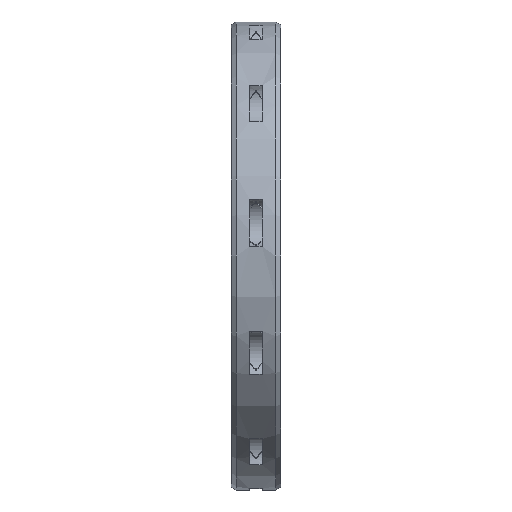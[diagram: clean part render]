
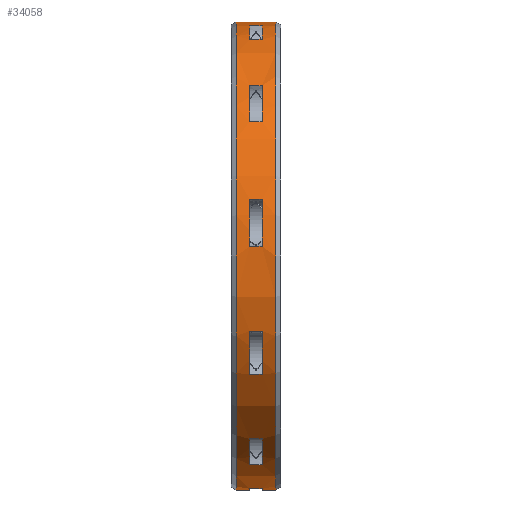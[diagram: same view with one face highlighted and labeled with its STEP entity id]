
A CAD part, left-side view. The second image highlights one B-rep face of the part: STEP entity #34058.
In plain terms, the highlighted cylindrical face has radius 95 mm (diameter 190 mm), a partial arc.
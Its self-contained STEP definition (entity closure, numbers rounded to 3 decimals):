
#31514=CARTESIAN_POINT('',(0.,-2.5,0.));
#31515=DIRECTION('',(0.,-1.,0.));
#31516=DIRECTION('',(-0.102,0.,-0.995));
#31517=AXIS2_PLACEMENT_3D('',#31514,#31515,#31516);
#31522=DIRECTION('',(0.,-1.,0.));
#31523=VECTOR('',#31522,5.);
#31524=CARTESIAN_POINT('',(-9.684,2.5,-94.505));
#31525=LINE('',#31524,#31523);
#31529=CARTESIAN_POINT('',(0.,2.5,0.));
#31530=DIRECTION('',(0.,-1.,0.));
#31531=DIRECTION('',(-0.102,0.,-0.995));
#31532=AXIS2_PLACEMENT_3D('',#31529,#31530,#31531);
#31537=DIRECTION('',(0.,1.,0.));
#31538=VECTOR('',#31537,5.5);
#31539=CARTESIAN_POINT('',(0.,2.5,-95.));
#31540=LINE('',#31539,#31538);
#31544=DIRECTION('',(0.,1.,0.));
#31545=VECTOR('',#31544,16.);
#31546=CARTESIAN_POINT('',(0.,-8.,95.));
#31547=LINE('',#31546,#31545);
#31551=CARTESIAN_POINT('',(0.,-8.,0.));
#31552=DIRECTION('',(0.,1.,0.));
#31553=DIRECTION('',(0.,0.,-1.));
#31554=AXIS2_PLACEMENT_3D('',#31551,#31552,#31553);
#31559=DIRECTION('',(0.,1.,0.));
#31560=VECTOR('',#31559,5.5);
#31561=CARTESIAN_POINT('',(0.,-8.,-95.));
#31562=LINE('',#31561,#31560);
#31566=CARTESIAN_POINT('',(0.,-2.5,0.));
#31567=DIRECTION('',(0.,-1.,0.));
#31568=DIRECTION('',(-0.182,0.,0.983));
#31569=AXIS2_PLACEMENT_3D('',#31566,#31567,#31568);
#31574=DIRECTION('',(0.,-1.,0.));
#31575=VECTOR('',#31574,5.);
#31576=CARTESIAN_POINT('',(-17.334,2.5,93.405));
#31577=LINE('',#31576,#31575);
#31581=CARTESIAN_POINT('',(0.,2.5,0.));
#31582=DIRECTION('',(0.,-1.,0.));
#31583=DIRECTION('',(-0.182,0.,0.983));
#31584=AXIS2_PLACEMENT_3D('',#31581,#31582,#31583);
#31589=DIRECTION('',(0.,-1.,0.));
#31590=VECTOR('',#31589,5.);
#31591=CARTESIAN_POINT('',(-35.917,2.5,87.949));
#31592=LINE('',#31591,#31590);
#31596=CARTESIAN_POINT('',(0.,-2.5,0.));
#31597=DIRECTION('',(0.,-1.,0.));
#31598=DIRECTION('',(-0.685,0.,0.728));
#31599=AXIS2_PLACEMENT_3D('',#31596,#31597,#31598);
#31604=DIRECTION('',(0.,-1.,0.));
#31605=VECTOR('',#31604,5.);
#31606=CARTESIAN_POINT('',(-65.081,2.5,69.206));
#31607=LINE('',#31606,#31605);
#31611=CARTESIAN_POINT('',(0.,2.5,0.));
#31612=DIRECTION('',(0.,-1.,0.));
#31613=DIRECTION('',(-0.685,0.,0.728));
#31614=AXIS2_PLACEMENT_3D('',#31611,#31612,#31613);
#31619=DIRECTION('',(0.,-1.,0.));
#31620=VECTOR('',#31619,5.);
#31621=CARTESIAN_POINT('',(-77.764,2.5,54.569));
#31622=LINE('',#31621,#31620);
#31626=CARTESIAN_POINT('',(0.,-2.5,0.));
#31627=DIRECTION('',(0.,-1.,0.));
#31628=DIRECTION('',(-0.97,0.,0.242));
#31629=AXIS2_PLACEMENT_3D('',#31626,#31627,#31628);
#31634=DIRECTION('',(0.,-1.,0.));
#31635=VECTOR('',#31634,5.);
#31636=CARTESIAN_POINT('',(-92.165,2.5,23.035));
#31637=LINE('',#31636,#31635);
#31641=CARTESIAN_POINT('',(0.,2.5,0.));
#31642=DIRECTION('',(0.,-1.,0.));
#31643=DIRECTION('',(-0.97,0.,0.242));
#31644=AXIS2_PLACEMENT_3D('',#31641,#31642,#31643);
#31649=DIRECTION('',(0.,-1.,0.));
#31650=VECTOR('',#31649,5.);
#31651=CARTESIAN_POINT('',(-94.921,2.5,3.864));
#31652=LINE('',#31651,#31650);
#31656=CARTESIAN_POINT('',(0.,-2.5,0.));
#31657=DIRECTION('',(0.,-1.,0.));
#31658=DIRECTION('',(-0.947,0.,-0.321));
#31659=AXIS2_PLACEMENT_3D('',#31656,#31657,#31658);
#31664=DIRECTION('',(0.,-1.,0.));
#31665=VECTOR('',#31664,5.);
#31666=CARTESIAN_POINT('',(-89.988,2.5,-30.45));
#31667=LINE('',#31666,#31665);
#31671=CARTESIAN_POINT('',(0.,2.5,0.));
#31672=DIRECTION('',(0.,-1.,0.));
#31673=DIRECTION('',(-0.947,0.,-0.321));
#31674=AXIS2_PLACEMENT_3D('',#31671,#31672,#31673);
#31679=DIRECTION('',(0.,-1.,0.));
#31680=VECTOR('',#31679,5.);
#31681=CARTESIAN_POINT('',(-81.942,2.5,-48.068));
#31682=LINE('',#31681,#31680);
#31686=CARTESIAN_POINT('',(0.,-2.5,0.));
#31687=DIRECTION('',(0.,-1.,0.));
#31688=DIRECTION('',(-0.624,0.,-0.782));
#31689=AXIS2_PLACEMENT_3D('',#31686,#31687,#31688);
#31694=DIRECTION('',(0.,-1.,0.));
#31695=VECTOR('',#31694,5.);
#31696=CARTESIAN_POINT('',(-59.24,2.5,-74.267));
#31697=LINE('',#31696,#31695);
#31701=CARTESIAN_POINT('',(0.,2.5,0.));
#31702=DIRECTION('',(0.,-1.,0.));
#31703=DIRECTION('',(-0.624,0.,-0.782));
#31704=AXIS2_PLACEMENT_3D('',#31701,#31702,#31703);
#31709=DIRECTION('',(0.,-1.,0.));
#31710=VECTOR('',#31709,5.);
#31711=CARTESIAN_POINT('',(-42.947,2.5,-84.738));
#31712=LINE('',#31711,#31710);
#32612=CARTESIAN_POINT('',(0.,8.,0.));
#32613=DIRECTION('',(0.,1.,0.));
#32614=DIRECTION('',(0.,0.,-1.));
#32615=AXIS2_PLACEMENT_3D('',#32612,#32613,#32614);
#32961=CARTESIAN_POINT('',(0.,-8.,-95.));
#32963=VERTEX_POINT('',#32961);
#32964=CARTESIAN_POINT('',(0.,8.,-95.));
#32966=VERTEX_POINT('',#32964);
#32995=CARTESIAN_POINT('',(0.,-8.,95.));
#32997=VERTEX_POINT('',#32995);
#32998=CARTESIAN_POINT('',(0.,8.,95.));
#32999=VERTEX_POINT('',#32998);
#33008=CARTESIAN_POINT('',(0.,-2.5,-95.));
#33010=VERTEX_POINT('',#33008);
#33012=CARTESIAN_POINT('',(0.,2.5,-95.));
#33014=VERTEX_POINT('',#33012);
#33020=CARTESIAN_POINT('',(-9.684,-2.5,-94.505));
#33021=VERTEX_POINT('',#33020);
#33022=CARTESIAN_POINT('',(-9.684,2.5,-94.505));
#33023=VERTEX_POINT('',#33022);
#33138=CARTESIAN_POINT('',(-17.334,-2.5,93.405));
#33139=CARTESIAN_POINT('',(-35.917,-2.5,87.949));
#33140=VERTEX_POINT('',#33138);
#33141=VERTEX_POINT('',#33139);
#33142=CARTESIAN_POINT('',(-17.334,2.5,93.405));
#33143=CARTESIAN_POINT('',(-35.917,2.5,87.949));
#33144=VERTEX_POINT('',#33142);
#33145=VERTEX_POINT('',#33143);
#33158=CARTESIAN_POINT('',(-65.081,-2.5,69.206));
#33159=CARTESIAN_POINT('',(-77.764,-2.5,54.569));
#33160=VERTEX_POINT('',#33158);
#33161=VERTEX_POINT('',#33159);
#33162=CARTESIAN_POINT('',(-65.081,2.5,69.206));
#33163=CARTESIAN_POINT('',(-77.764,2.5,54.569));
#33164=VERTEX_POINT('',#33162);
#33165=VERTEX_POINT('',#33163);
#33178=CARTESIAN_POINT('',(-92.165,-2.5,23.035));
#33179=CARTESIAN_POINT('',(-94.921,-2.5,3.864));
#33180=VERTEX_POINT('',#33178);
#33181=VERTEX_POINT('',#33179);
#33182=CARTESIAN_POINT('',(-92.165,2.5,23.035));
#33183=CARTESIAN_POINT('',(-94.921,2.5,3.864));
#33184=VERTEX_POINT('',#33182);
#33185=VERTEX_POINT('',#33183);
#33226=CARTESIAN_POINT('',(-89.988,-2.5,-30.45));
#33227=CARTESIAN_POINT('',(-81.942,-2.5,-48.068));
#33228=VERTEX_POINT('',#33226);
#33229=VERTEX_POINT('',#33227);
#33230=CARTESIAN_POINT('',(-89.988,2.5,-30.45));
#33231=CARTESIAN_POINT('',(-81.942,2.5,-48.068));
#33232=VERTEX_POINT('',#33230);
#33233=VERTEX_POINT('',#33231);
#33246=CARTESIAN_POINT('',(-59.24,-2.5,-74.267));
#33247=CARTESIAN_POINT('',(-42.947,-2.5,-84.738));
#33248=VERTEX_POINT('',#33246);
#33249=VERTEX_POINT('',#33247);
#33250=CARTESIAN_POINT('',(-59.24,2.5,-74.267));
#33251=CARTESIAN_POINT('',(-42.947,2.5,-84.738));
#33252=VERTEX_POINT('',#33250);
#33253=VERTEX_POINT('',#33251);
#33992=CARTESIAN_POINT('',(0.,89.397,0.));
#33993=DIRECTION('',(0.,-1.,0.));
#33994=DIRECTION('',(0.,0.,1.));
#33995=AXIS2_PLACEMENT_3D('',#33992,#33993,#33994);
#33996=CYLINDRICAL_SURFACE('',#33995,95.);
#33997=ORIENTED_EDGE('',*,*,#33849,.F.);
#33999=ORIENTED_EDGE('',*,*,#33998,.F.);
#34001=ORIENTED_EDGE('',*,*,#34000,.T.);
#34002=ORIENTED_EDGE('',*,*,#33781,.T.);
#34004=ORIENTED_EDGE('',*,*,#34003,.T.);
#34005=ORIENTED_EDGE('',*,*,#33777,.F.);
#34007=ORIENTED_EDGE('',*,*,#34006,.F.);
#34008=ORIENTED_EDGE('',*,*,#33773,.T.);
#34009=EDGE_LOOP('',(#33997,#33999,#34001,#34002,#34004,#34005,#34007,#34008));
#34010=FACE_OUTER_BOUND('',#34009,.F.);
#34012=ORIENTED_EDGE('',*,*,#34011,.F.);
#34014=ORIENTED_EDGE('',*,*,#34013,.F.);
#34016=ORIENTED_EDGE('',*,*,#34015,.T.);
#34018=ORIENTED_EDGE('',*,*,#34017,.T.);
#34019=EDGE_LOOP('',(#34012,#34014,#34016,#34018));
#34020=FACE_BOUND('',#34019,.F.);
#34022=ORIENTED_EDGE('',*,*,#34021,.F.);
#34024=ORIENTED_EDGE('',*,*,#34023,.F.);
#34026=ORIENTED_EDGE('',*,*,#34025,.T.);
#34028=ORIENTED_EDGE('',*,*,#34027,.T.);
#34029=EDGE_LOOP('',(#34022,#34024,#34026,#34028));
#34030=FACE_BOUND('',#34029,.F.);
#34032=ORIENTED_EDGE('',*,*,#34031,.F.);
#34034=ORIENTED_EDGE('',*,*,#34033,.F.);
#34036=ORIENTED_EDGE('',*,*,#34035,.T.);
#34038=ORIENTED_EDGE('',*,*,#34037,.T.);
#34039=EDGE_LOOP('',(#34032,#34034,#34036,#34038));
#34040=FACE_BOUND('',#34039,.F.);
#34042=ORIENTED_EDGE('',*,*,#34041,.F.);
#34044=ORIENTED_EDGE('',*,*,#34043,.F.);
#34046=ORIENTED_EDGE('',*,*,#34045,.T.);
#34048=ORIENTED_EDGE('',*,*,#34047,.T.);
#34049=EDGE_LOOP('',(#34042,#34044,#34046,#34048));
#34050=FACE_BOUND('',#34049,.F.);
#34051=ORIENTED_EDGE('',*,*,#33930,.F.);
#34052=ORIENTED_EDGE('',*,*,#33978,.F.);
#34054=ORIENTED_EDGE('',*,*,#34053,.T.);
#34055=ORIENTED_EDGE('',*,*,#33952,.T.);
#34056=EDGE_LOOP('',(#34051,#34052,#34054,#34055));
#34057=FACE_BOUND('',#34056,.F.);
#31518=CIRCLE('',#31517,95.);
#31533=CIRCLE('',#31532,95.);
#31555=CIRCLE('',#31554,95.);
#31570=CIRCLE('',#31569,95.);
#31585=CIRCLE('',#31584,95.);
#31600=CIRCLE('',#31599,95.);
#31615=CIRCLE('',#31614,95.);
#31630=CIRCLE('',#31629,95.);
#31645=CIRCLE('',#31644,95.);
#31660=CIRCLE('',#31659,95.);
#31675=CIRCLE('',#31674,95.);
#31690=CIRCLE('',#31689,95.);
#31705=CIRCLE('',#31704,95.);
#32616=CIRCLE('',#32615,95.);
#33773=EDGE_CURVE('',#32963,#33010,#31562,.T.);
#33777=EDGE_CURVE('',#32997,#32999,#31547,.T.);
#33781=EDGE_CURVE('',#33014,#32966,#31540,.T.);
#33849=EDGE_CURVE('',#33021,#33010,#31518,.T.);
#33930=EDGE_CURVE('',#33248,#33249,#31690,.T.);
#33952=EDGE_CURVE('',#33253,#33249,#31712,.T.);
#33978=EDGE_CURVE('',#33252,#33248,#31697,.T.);
#33998=EDGE_CURVE('',#33023,#33021,#31525,.T.);
#34000=EDGE_CURVE('',#33023,#33014,#31533,.T.);
#34003=EDGE_CURVE('',#32966,#32999,#32616,.T.);
#34006=EDGE_CURVE('',#32963,#32997,#31555,.T.);
#34011=EDGE_CURVE('',#33140,#33141,#31570,.T.);
#34013=EDGE_CURVE('',#33144,#33140,#31577,.T.);
#34015=EDGE_CURVE('',#33144,#33145,#31585,.T.);
#34017=EDGE_CURVE('',#33145,#33141,#31592,.T.);
#34021=EDGE_CURVE('',#33160,#33161,#31600,.T.);
#34023=EDGE_CURVE('',#33164,#33160,#31607,.T.);
#34025=EDGE_CURVE('',#33164,#33165,#31615,.T.);
#34027=EDGE_CURVE('',#33165,#33161,#31622,.T.);
#34031=EDGE_CURVE('',#33180,#33181,#31630,.T.);
#34033=EDGE_CURVE('',#33184,#33180,#31637,.T.);
#34035=EDGE_CURVE('',#33184,#33185,#31645,.T.);
#34037=EDGE_CURVE('',#33185,#33181,#31652,.T.);
#34041=EDGE_CURVE('',#33228,#33229,#31660,.T.);
#34043=EDGE_CURVE('',#33232,#33228,#31667,.T.);
#34045=EDGE_CURVE('',#33232,#33233,#31675,.T.);
#34047=EDGE_CURVE('',#33233,#33229,#31682,.T.);
#34053=EDGE_CURVE('',#33252,#33253,#31705,.T.);
#34058=ADVANCED_FACE('',(#34010,#34020,#34030,#34040,#34050,#34057),#33996,.T.);
